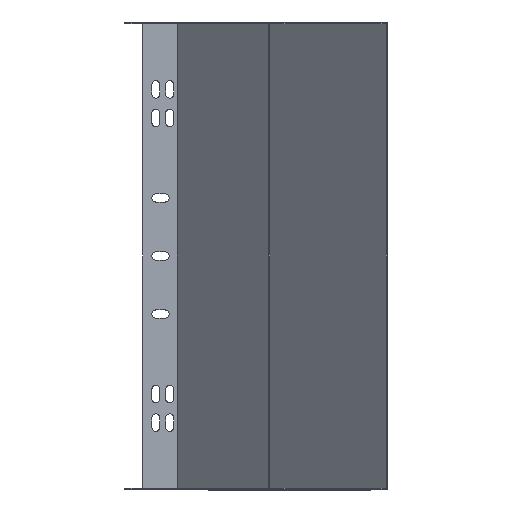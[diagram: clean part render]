
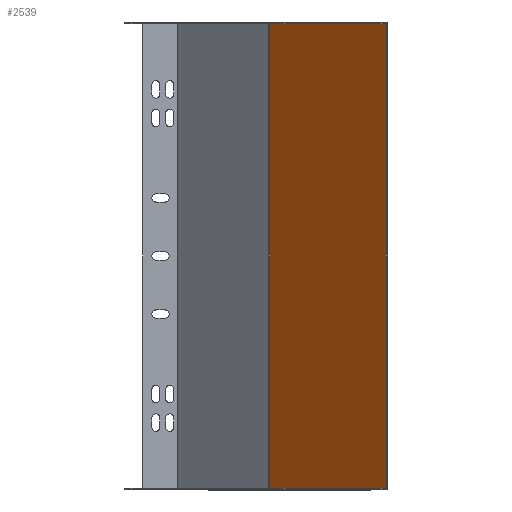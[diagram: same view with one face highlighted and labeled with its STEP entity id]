
A CAD part, front view. The second image highlights one B-rep face of the part: STEP entity #2539.
In plain terms, the highlighted planar face has unit normal (-0.707, -0.707, 0).
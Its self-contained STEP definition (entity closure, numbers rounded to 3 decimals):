
#153 = AXIS2_PLACEMENT_3D ( 'NONE', #3820, #1755, #6576 ) ;
#166 = EDGE_CURVE ( 'NONE', #7620, #1151, #3261, .T. ) ;
#216 = DIRECTION ( 'NONE',  ( 0.707, -0.707, 0. ) ) ;
#248 = DIRECTION ( 'NONE',  ( 0., 0., 1. ) ) ;
#1151 = VERTEX_POINT ( 'NONE', #6664 ) ;
#1219 = LINE ( 'NONE', #3792, #4720 ) ;
#1394 = VECTOR ( 'NONE', #7823, 1000. ) ;
#1396 = VERTEX_POINT ( 'NONE', #2746 ) ;
#1755 = DIRECTION ( 'NONE',  ( -0.707, -0.707, 0. ) ) ;
#2407 = VERTEX_POINT ( 'NONE', #3665 ) ;
#2539 = ADVANCED_FACE ( 'NONE', ( #4161 ), #5903, .T. ) ;
#2746 = CARTESIAN_POINT ( 'NONE',  ( -8.613, 100.98, 321.629 ) ) ;
#2806 = EDGE_LOOP ( 'NONE', ( #5431, #7033, #5395, #8251 ) ) ;
#3261 = LINE ( 'NONE', #5074, #1394 ) ;
#3314 = LINE ( 'NONE', #3730, #8769 ) ;
#3665 = CARTESIAN_POINT ( 'NONE',  ( -8.613, 100.98, -79.971 ) ) ;
#3730 = CARTESIAN_POINT ( 'NONE',  ( 129.272, -36.906, 321.629 ) ) ;
#3792 = CARTESIAN_POINT ( 'NONE',  ( 129.272, -36.906, -79.971 ) ) ;
#3820 = CARTESIAN_POINT ( 'NONE',  ( 129.272, -36.906, -79.971 ) ) ;
#4161 = FACE_OUTER_BOUND ( 'NONE', #2806, .T. ) ;
#4365 = CARTESIAN_POINT ( 'NONE',  ( 129.272, -36.906, -79.971 ) ) ;
#4720 = VECTOR ( 'NONE', #5879, 1000. ) ;
#5074 = CARTESIAN_POINT ( 'NONE',  ( 129.272, -36.906, -79.971 ) ) ;
#5395 = ORIENTED_EDGE ( 'NONE', *, *, #8904, .T. ) ;
#5431 = ORIENTED_EDGE ( 'NONE', *, *, #8856, .F. ) ;
#5845 = CARTESIAN_POINT ( 'NONE',  ( -8.613, 100.98, -79.971 ) ) ;
#5879 = DIRECTION ( 'NONE',  ( 0.707, -0.707, 0. ) ) ;
#5903 = PLANE ( 'NONE',  #153 ) ;
#6526 = VECTOR ( 'NONE', #248, 1000. ) ;
#6576 = DIRECTION ( 'NONE',  ( -0.707, 0.707, 0. ) ) ;
#6664 = CARTESIAN_POINT ( 'NONE',  ( 129.272, -36.906, 321.629 ) ) ;
#6756 = LINE ( 'NONE', #5845, #6526 ) ;
#7033 = ORIENTED_EDGE ( 'NONE', *, *, #8881, .F. ) ;
#7620 = VERTEX_POINT ( 'NONE', #4365 ) ;
#7823 = DIRECTION ( 'NONE',  ( 0., 0., 1. ) ) ;
#8251 = ORIENTED_EDGE ( 'NONE', *, *, #166, .T. ) ;
#8769 = VECTOR ( 'NONE', #216, 1000. ) ;
#8856 = EDGE_CURVE ( 'NONE', #1396, #1151, #3314, .T. ) ;
#8881 = EDGE_CURVE ( 'NONE', #2407, #1396, #6756, .T. ) ;
#8904 = EDGE_CURVE ( 'NONE', #2407, #7620, #1219, .T. ) ;
